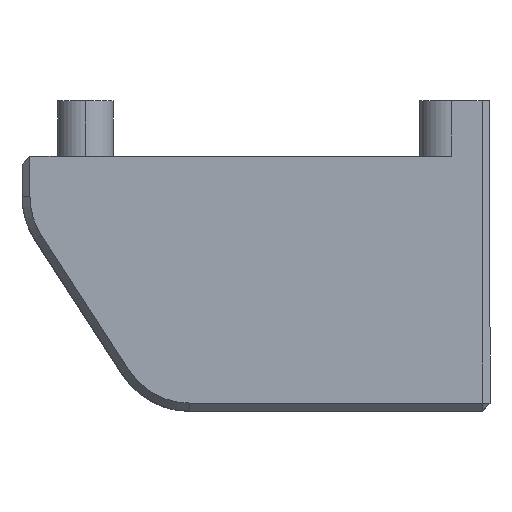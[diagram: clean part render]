
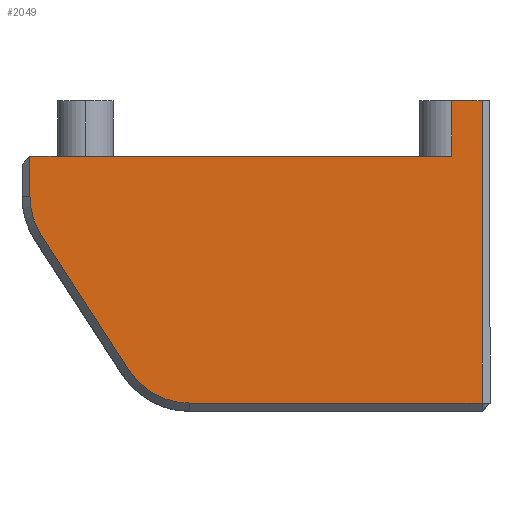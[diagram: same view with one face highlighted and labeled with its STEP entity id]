
A CAD part, top view. The second image highlights one B-rep face of the part: STEP entity #2049.
In plain terms, the highlighted planar face has unit normal (0, 0, 1).
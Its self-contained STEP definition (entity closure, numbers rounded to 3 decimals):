
#6 = ORIENTED_EDGE ( 'NONE', *, *, #1985, .F. ) ;
#55 = DIRECTION ( 'NONE',  ( 0., 1., 0. ) ) ;
#59 = CARTESIAN_POINT ( 'NONE',  ( 19.2, 0., 7.9 ) ) ;
#71 = CARTESIAN_POINT ( 'NONE',  ( -2.793, 13.481, 7.9 ) ) ;
#142 = CARTESIAN_POINT ( 'NONE',  ( -1.059, 2.549, 7.9 ) ) ;
#155 = CARTESIAN_POINT ( 'NONE',  ( 2.715, 0.5, 7.9 ) ) ;
#175 = EDGE_CURVE ( 'NONE', #1643, #2605, #2483, .T. ) ;
#238 = VERTEX_POINT ( 'NONE', #2511 ) ;
#287 = LINE ( 'NONE', #1101, #1021 ) ;
#311 = CARTESIAN_POINT ( 'NONE',  ( 21.1, 19.5, 7.9 ) ) ;
#312 = VERTEX_POINT ( 'NONE', #1706 ) ;
#346 = VECTOR ( 'NONE', #1268, 1000. ) ;
#362 = ORIENTED_EDGE ( 'NONE', *, *, #723, .F. ) ;
#373 = EDGE_CURVE ( 'NONE', #893, #1460, #845, .T. ) ;
#523 = CARTESIAN_POINT ( 'NONE',  ( -1.059, 2.549, 7.9 ) ) ;
#547 = DIRECTION ( 'NONE',  ( 1., 0., 0. ) ) ;
#562 = VERTEX_POINT ( 'NONE', #155 ) ;
#575 = EDGE_CURVE ( 'NONE', #238, #312, #2695, .T. ) ;
#613 = FACE_OUTER_BOUND ( 'NONE', #2651, .T. ) ;
#722 = DIRECTION ( 'NONE',  ( -1., 0., 0. ) ) ;
#723 = EDGE_CURVE ( 'NONE', #562, #1643, #2573, .T. ) ;
#733 = DIRECTION ( 'NONE',  ( 0., 1., 0. ) ) ;
#758 = DIRECTION ( 'NONE',  ( -1., 0., 0. ) ) ;
#801 = ORIENTED_EDGE ( 'NONE', *, *, #175, .F. ) ;
#809 = CARTESIAN_POINT ( 'NONE',  ( 0., 19.5, 7.9 ) ) ;
#845 = LINE ( 'NONE', #2567, #2708 ) ;
#861 = VECTOR ( 'NONE', #547, 1000. ) ;
#867 = CARTESIAN_POINT ( 'NONE',  ( -7.293, 0., 7.9 ) ) ;
#893 = VERTEX_POINT ( 'NONE', #311 ) ;
#903 = EDGE_CURVE ( 'NONE', #312, #1376, #1146, .T. ) ;
#916 = ORIENTED_EDGE ( 'NONE', *, *, #373, .F. ) ;
#1000 = VECTOR ( 'NONE', #733, 1000. ) ;
#1021 = VECTOR ( 'NONE', #722, 1000. ) ;
#1050 = CARTESIAN_POINT ( 'NONE',  ( 19.2, 19.5, 7.9 ) ) ;
#1101 = CARTESIAN_POINT ( 'NONE',  ( 0., 0.5, 7.9 ) ) ;
#1146 = LINE ( 'NONE', #59, #1000 ) ;
#1149 = EDGE_CURVE ( 'NONE', #1414, #238, #2793, .T. ) ;
#1236 = ORIENTED_EDGE ( 'NONE', *, *, #1343, .F. ) ;
#1237 = CARTESIAN_POINT ( 'NONE',  ( 21.1, 0.5, 7.9 ) ) ;
#1268 = DIRECTION ( 'NONE',  ( 1., 0., 0. ) ) ;
#1273 = DIRECTION ( 'NONE',  ( 0., 0., -1. ) ) ;
#1319 = ORIENTED_EDGE ( 'NONE', *, *, #2276, .F. ) ;
#1322 = ORIENTED_EDGE ( 'NONE', *, *, #903, .F. ) ;
#1343 = EDGE_CURVE ( 'NONE', #2605, #1414, #2084, .T. ) ;
#1376 = VERTEX_POINT ( 'NONE', #1050 ) ;
#1383 = AXIS2_PLACEMENT_3D ( 'NONE', #1474, #1882, #2336 ) ;
#1414 = VERTEX_POINT ( 'NONE', #2717 ) ;
#1455 = ORIENTED_EDGE ( 'NONE', *, *, #575, .F. ) ;
#1460 = VERTEX_POINT ( 'NONE', #1237 ) ;
#1474 = CARTESIAN_POINT ( 'NONE',  ( 0., 0., 7.9 ) ) ;
#1499 = DIRECTION ( 'NONE',  ( 0., -1., 0. ) ) ;
#1544 = AXIS2_PLACEMENT_3D ( 'NONE', #2324, #1273, #1934 ) ;
#1559 = ORIENTED_EDGE ( 'NONE', *, *, #1149, .F. ) ;
#1643 = VERTEX_POINT ( 'NONE', #523 ) ;
#1648 = DIRECTION ( 'NONE',  ( -0.545, 0.839, 0. ) ) ;
#1656 = LINE ( 'NONE', #809, #346 ) ;
#1658 = CARTESIAN_POINT ( 'NONE',  ( 0., 16., 7.9 ) ) ;
#1706 = CARTESIAN_POINT ( 'NONE',  ( 19.2, 16., 7.9 ) ) ;
#1882 = DIRECTION ( 'NONE',  ( 0., 0., -1. ) ) ;
#1901 = VECTOR ( 'NONE', #55, 1000. ) ;
#1912 = CARTESIAN_POINT ( 'NONE',  ( -6.567, 11.03, 7.9 ) ) ;
#1934 = DIRECTION ( 'NONE',  ( -1., 0., 0. ) ) ;
#1985 = EDGE_CURVE ( 'NONE', #1376, #893, #1656, .T. ) ;
#2049 = ADVANCED_FACE ( 'NONE', ( #613 ), #2775, .F. ) ;
#2084 = CIRCLE ( 'NONE', #2222, 4.5 ) ;
#2222 = AXIS2_PLACEMENT_3D ( 'NONE', #71, #2264, #758 ) ;
#2264 = DIRECTION ( 'NONE',  ( 0., 0., -1. ) ) ;
#2276 = EDGE_CURVE ( 'NONE', #1460, #562, #287, .T. ) ;
#2324 = CARTESIAN_POINT ( 'NONE',  ( 2.715, 5., 7.9 ) ) ;
#2336 = DIRECTION ( 'NONE',  ( -1., 0., 0. ) ) ;
#2348 = VECTOR ( 'NONE', #1648, 1000. ) ;
#2483 = LINE ( 'NONE', #142, #2348 ) ;
#2511 = CARTESIAN_POINT ( 'NONE',  ( -7.293, 16., 7.9 ) ) ;
#2567 = CARTESIAN_POINT ( 'NONE',  ( 21.1, 0., 7.9 ) ) ;
#2573 = CIRCLE ( 'NONE', #1544, 4.5 ) ;
#2605 = VERTEX_POINT ( 'NONE', #1912 ) ;
#2651 = EDGE_LOOP ( 'NONE', ( #1322, #1455, #1559, #1236, #801, #362, #1319, #916, #6 ) ) ;
#2695 = LINE ( 'NONE', #1658, #861 ) ;
#2708 = VECTOR ( 'NONE', #1499, 1000. ) ;
#2717 = CARTESIAN_POINT ( 'NONE',  ( -7.293, 13.481, 7.9 ) ) ;
#2775 = PLANE ( 'NONE',  #1383 ) ;
#2793 = LINE ( 'NONE', #867, #1901 ) ;
